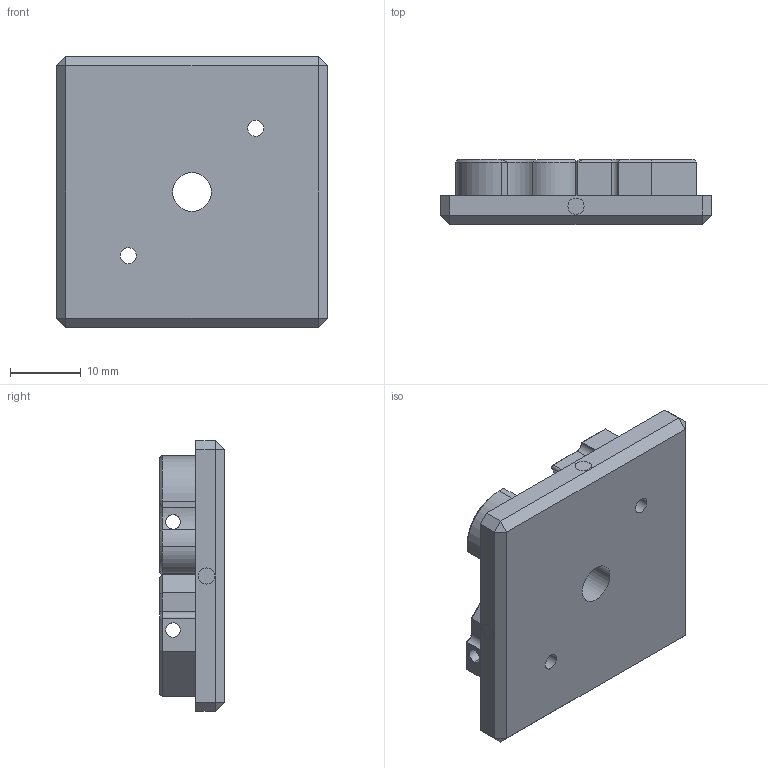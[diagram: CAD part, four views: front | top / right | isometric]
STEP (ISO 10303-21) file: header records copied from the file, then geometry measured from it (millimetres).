
FILE_DESCRIPTION (( 'STEP AP214' ), '1' );
FILE_NAME ('CM1-DCH-bottom.STEP', '2026-01-12T11:51:41', ( '' ), ( '' ), 'SwSTEP 2.0', 'SolidWorks 2023', '' );
FILE_SCHEMA (( 'AUTOMOTIVE_DESIGN' ));
Length unit declared in the file: millimetre
Products named in the file (1): CM1-DCH-bottom
Bounding box: 38.1 x 9.14 x 38.1 mm (x, y, z)
Volume: 6811 mm3; surface area: 4310.1 mm2
Topology: 1 solids, 1 shells, 115 faces, 281 edges, 174 vertices
Faces by surface type: plane 64, cylinder 32, cone 17, bspline 2
Entity records: 3478 total; most frequent: CARTESIAN_POINT 738, ORIENTED_EDGE 562, DIRECTION 557, EDGE_CURVE 281, AXIS2_PLACEMENT_3D 189, VECTOR 179, LINE 179, VERTEX_POINT 174
